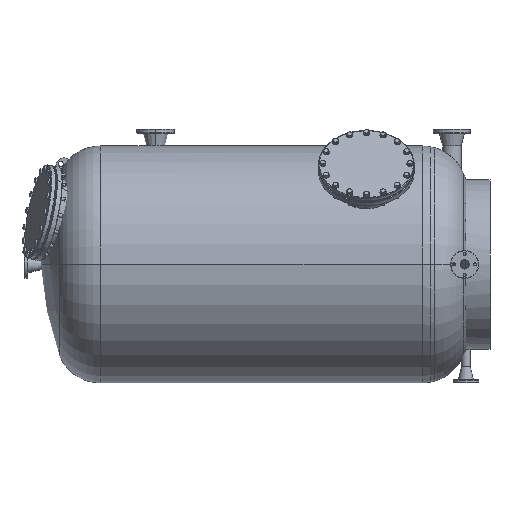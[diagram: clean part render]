
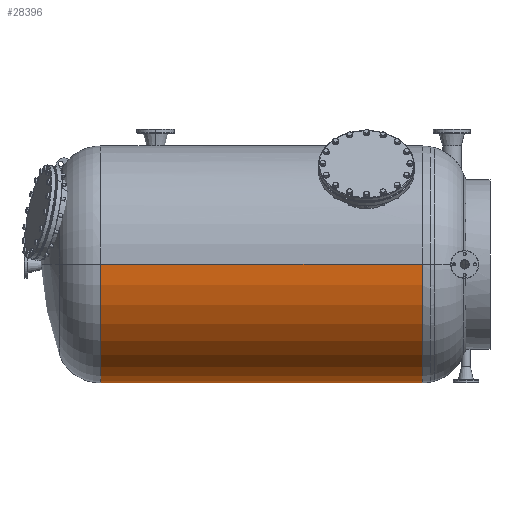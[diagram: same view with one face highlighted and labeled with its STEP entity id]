
A CAD part, left-side view. The second image highlights one B-rep face of the part: STEP entity #28396.
In plain terms, the highlighted cylindrical face has radius 700 mm (diameter 1400 mm), a partial arc.
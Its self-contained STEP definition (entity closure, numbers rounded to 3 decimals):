
#1015 = DIRECTION ( 'NONE',  ( 0., 1., 0. ) ) ;
#2514 = VECTOR ( 'NONE', #1015, 1000. ) ;
#2591 = CYLINDRICAL_SURFACE ( 'NONE', #54828, 700. ) ;
#4698 = EDGE_CURVE ( 'NONE', #56131, #36226, #31012, .T. ) ;
#5009 = CARTESIAN_POINT ( 'NONE',  ( -796.222, 1381.954, 29.066 ) ) ;
#5957 = CIRCLE ( 'NONE', #59188, 700. ) ;
#13142 = DIRECTION ( 'NONE',  ( 0., 1., 0. ) ) ;
#14935 = LINE ( 'NONE', #5009, #2514 ) ;
#15804 = DIRECTION ( 'NONE',  ( 0., 1., 0. ) ) ;
#21267 = EDGE_CURVE ( 'NONE', #56131, #27850, #58402, .T. ) ;
#21930 = DIRECTION ( 'NONE',  ( 0., 1., 0. ) ) ;
#22715 = ORIENTED_EDGE ( 'NONE', *, *, #4698, .F. ) ;
#22754 = ORIENTED_EDGE ( 'NONE', *, *, #21267, .T. ) ;
#23014 = CARTESIAN_POINT ( 'NONE',  ( 603.778, -868.046, 29.066 ) ) ;
#26725 = CARTESIAN_POINT ( 'NONE',  ( -96.222, -868.046, 29.066 ) ) ;
#27637 = CARTESIAN_POINT ( 'NONE',  ( 603.778, 1031.954, 29.066 ) ) ;
#27850 = VERTEX_POINT ( 'NONE', #33663 ) ;
#28396 = ADVANCED_FACE ( 'NONE', ( #38957 ), #2591, .T. ) ;
#28775 = DIRECTION ( 'NONE',  ( -1., 0., 0. ) ) ;
#31012 = LINE ( 'NONE', #53764, #52310 ) ;
#31233 = ORIENTED_EDGE ( 'NONE', *, *, #31907, .T. ) ;
#31907 = EDGE_CURVE ( 'NONE', #27850, #39593, #14935, .T. ) ;
#33238 = AXIS2_PLACEMENT_3D ( 'NONE', #26725, #54330, #28775 ) ;
#33663 = CARTESIAN_POINT ( 'NONE',  ( -796.222, -868.046, 29.066 ) ) ;
#36226 = VERTEX_POINT ( 'NONE', #27637 ) ;
#38335 = EDGE_LOOP ( 'NONE', ( #22715, #22754, #31233, #38819 ) ) ;
#38405 = CARTESIAN_POINT ( 'NONE',  ( -796.222, 1031.954, 29.066 ) ) ;
#38819 = ORIENTED_EDGE ( 'NONE', *, *, #48585, .F. ) ;
#38957 = FACE_OUTER_BOUND ( 'NONE', #38335, .T. ) ;
#39593 = VERTEX_POINT ( 'NONE', #38405 ) ;
#40022 = CARTESIAN_POINT ( 'NONE',  ( -96.222, 1031.954, 29.066 ) ) ;
#41382 = CARTESIAN_POINT ( 'NONE',  ( -96.222, 1381.954, 29.066 ) ) ;
#45338 = DIRECTION ( 'NONE',  ( -1., 0., 0. ) ) ;
#48585 = EDGE_CURVE ( 'NONE', #36226, #39593, #5957, .T. ) ;
#49140 = DIRECTION ( 'NONE',  ( -1., 0., 0. ) ) ;
#52310 = VECTOR ( 'NONE', #21930, 1000. ) ;
#53764 = CARTESIAN_POINT ( 'NONE',  ( 603.778, 1381.954, 29.066 ) ) ;
#54330 = DIRECTION ( 'NONE',  ( 0., 1., 0. ) ) ;
#54828 = AXIS2_PLACEMENT_3D ( 'NONE', #41382, #13142, #45338 ) ;
#56131 = VERTEX_POINT ( 'NONE', #23014 ) ;
#58402 = CIRCLE ( 'NONE', #33238, 700. ) ;
#59188 = AXIS2_PLACEMENT_3D ( 'NONE', #40022, #15804, #49140 ) ;
